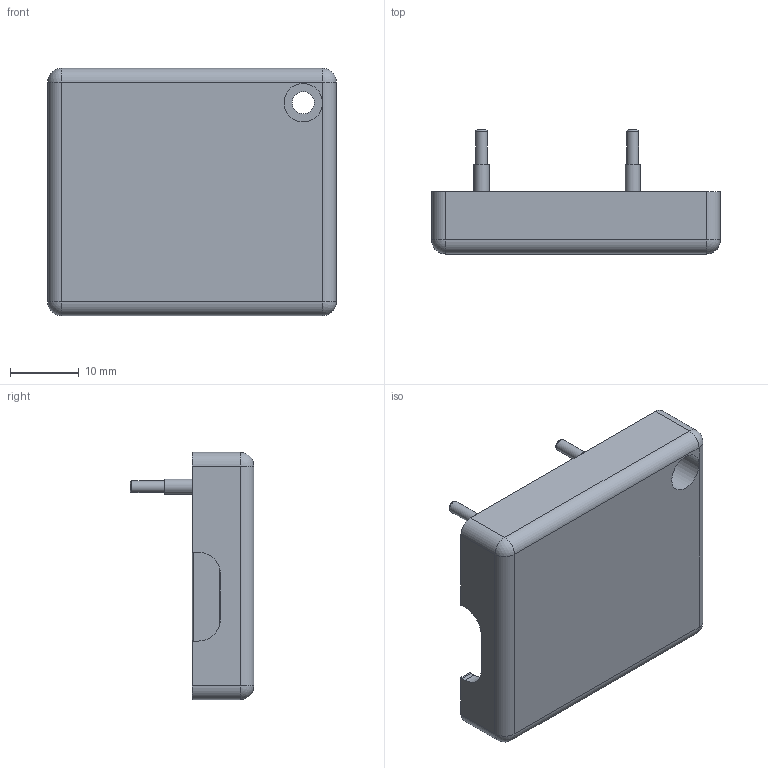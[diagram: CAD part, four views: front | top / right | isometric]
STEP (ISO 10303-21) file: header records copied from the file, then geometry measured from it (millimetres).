
FILE_DESCRIPTION(/* description */ (''),/* implementation_level */ '2;1');
FILE_NAME(/* name */ 'presence-sensor-base.step',/* time_stamp */ '2026-01-18T17:32:46+01:00',/* author */ (''),/* organization */ (''),/* preprocessor_version */ 'ST-DEVELOPER v20.1',/* originating_system */ 'Autodesk Translation Framework v14.21.0.0',/* authorisation */ '');
FILE_SCHEMA (('AUTOMOTIVE_DESIGN { 1 0 10303 214 3 1 1 }'));
Length unit declared in the file: millimetre
Products named in the file (1): 2026-01-18-17-32-46-680
Bounding box: 42 x 18 x 36 mm (x, y, z)
Volume: 5452.2 mm3; surface area: 5969.1 mm2
Topology: 1 solids, 1 shells, 118 faces, 266 edges, 153 vertices
Faces by surface type: cylinder 58, plane 32, sphere 14, torus 14
Full cylindrical faces by diameter (mm): 1.7 x2, 2.2 x2, 3.2 x1, 3.96 x1, 5.6 x1
Entity records: 3347 total; most frequent: DIRECTION 625, CARTESIAN_POINT 600, ORIENTED_EDGE 532, EDGE_CURVE 266, AXIS2_PLACEMENT_3D 246, VERTEX_POINT 153, LINE 133, VECTOR 133
